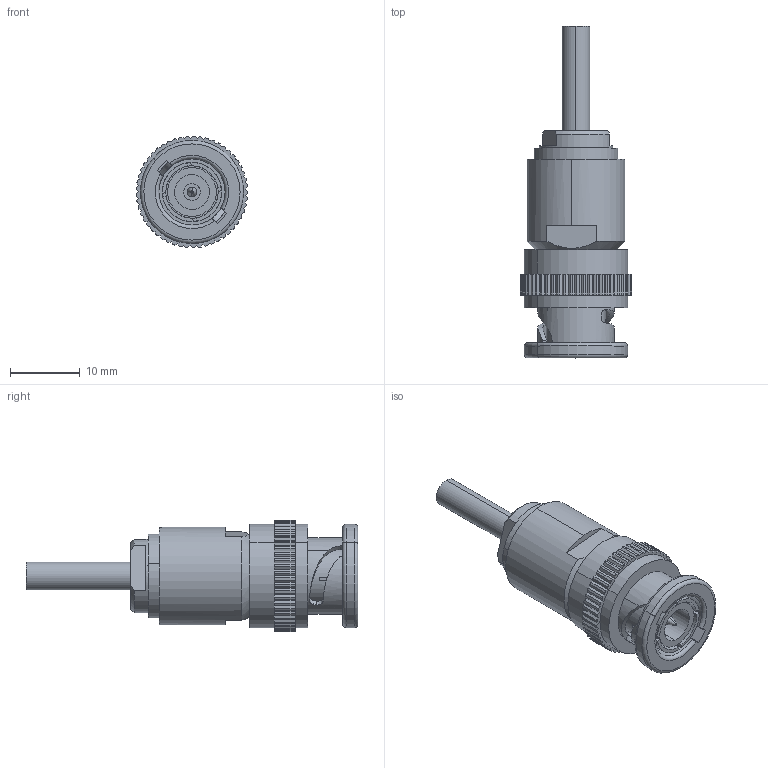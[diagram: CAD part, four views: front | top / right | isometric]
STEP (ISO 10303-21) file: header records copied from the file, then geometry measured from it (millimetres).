
FILE_DESCRIPTION (( 'STEP AP203' ), '1' );
FILE_NAME ('áàéîíåò ðàçúåì.STEP', '2013-02-22T14:10:01', ( 'Serg' ), ( '' ), 'SwSTEP 2.0', 'SolidWorks 2011', '' );
FILE_SCHEMA (( 'CONFIG_CONTROL_DESIGN' ));
Length unit declared in the file: millimetre
Products named in the file (15): áàéîíåò ðàçúåì; 砎鵵鴈罻; øàéáà ïðóæèíû áàéîíåò; Èçîëÿòîð-áàéîíåò; øàéáà-áàéîíåò; ôòîðîïëàñò-øàéáà áàéîíåò; ñóõàðèê-áàéîíåò; ñïåö-ïðèïàéêà áàéîíåò; ðåçèíêà-øàéáà-áàéîíåò; êîíóñ -âíóòðåííèé áàéîíåò; êîíòàêò-áàéîíåò; ãîëîâêà áàéîíåò; ãàéêà-áàéîíåò; áàéîíåò-öàíåã; êàáåëü äëÿ áàéîíåò
Assembly tree (15 placements, depth 2):
  áàéîíåò ðàçúåì
    êîíóñ -âíóòðåííèé áàéîíåò
    áàéîíåò-öàíåã
    êîíòàêò-áàéîíåò
    ãîëîâêà áàéîíåò
    ôòîðîïëàñò-øàéáà áàéîíåò
    ñóõàðèê-áàéîíåò  x2
    砎鵵鴈罻
    øàéáà ïðóæèíû áàéîíåò
    ãàéêà-áàéîíåò
    Èçîëÿòîð-áàéîíåò
    øàéáà-áàéîíåò
    êàáåëü äëÿ áàéîíåò
    ðåçèíêà-øàéáà-áàéîíåò
    ñïåö-ïðèïàéêà áàéîíåò
Bounding box: 16 x 47.6 x 16 mm (x, y, z)
Volume: 3917.4 mm3; surface area: 7277 mm2
Topology: 15 solids, 15 shells, 493 faces, 1310 edges, 869 vertices
Faces by surface type: plane 286, cylinder 166, cone 17, torus 14, bspline 10
Entity records: 18185 total; most frequent: CARTESIAN_POINT 4251, DIRECTION 2600, ORIENTED_EDGE 2572, EDGE_CURVE 1286, AXIS2_PLACEMENT_3D 908, VERTEX_POINT 853, LINE 784, VECTOR 784
